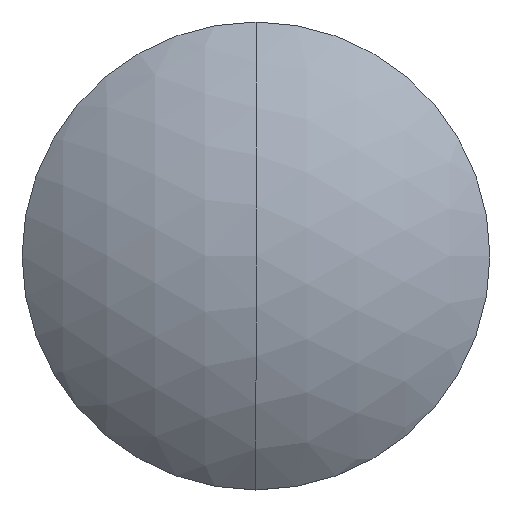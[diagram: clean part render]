
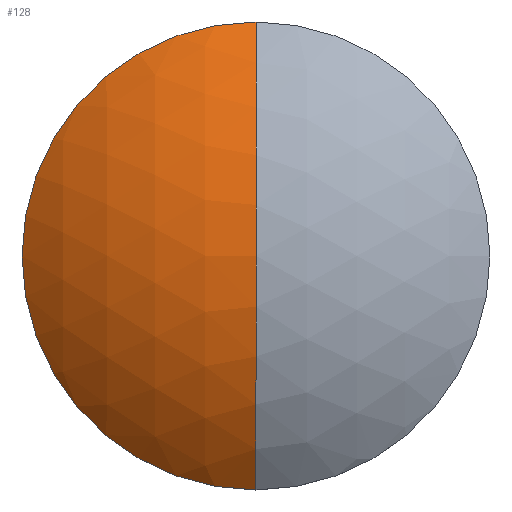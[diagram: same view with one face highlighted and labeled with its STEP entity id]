
A CAD part, top view. The second image highlights one B-rep face of the part: STEP entity #128.
In plain terms, the highlighted spherical face has radius 38.63 mm.
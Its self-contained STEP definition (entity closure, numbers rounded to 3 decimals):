
#4 = CARTESIAN_POINT ( 'NONE',  ( 0., 0., -3.265 ) ) ;
#30 = EDGE_CURVE ( 'NONE', #119, #118, #88, .T. ) ;
#31 = EDGE_CURVE ( 'NONE', #125, #118, #82, .T. ) ;
#40 = EDGE_CURVE ( 'NONE', #119, #124, #76, .T. ) ;
#73 = DIRECTION ( 'NONE',  ( 1., 0., 0. ) ) ;
#74 = DIRECTION ( 'NONE',  ( 0., 0., 1. ) ) ;
#75 = AXIS2_PLACEMENT_3D ( 'NONE', #4, #74, #73 ) ;
#76 = CIRCLE ( 'NONE', #75, 25.4 ) ;
#79 = DIRECTION ( 'NONE',  ( 0., -1., 0. ) ) ;
#80 = DIRECTION ( 'NONE',  ( -1., 0., 0. ) ) ;
#81 = AXIS2_PLACEMENT_3D ( 'NONE', #89, #80, #79 ) ;
#82 = CIRCLE ( 'NONE', #81, 38.63 ) ;
#84 = DIRECTION ( 'NONE',  ( 0., 0., -1. ) ) ;
#85 = DIRECTION ( 'NONE',  ( 1., 0., 0. ) ) ;
#86 = CARTESIAN_POINT ( 'NONE',  ( 0., 0., -32.37 ) ) ;
#87 = AXIS2_PLACEMENT_3D ( 'NONE', #86, #85, #84 ) ;
#88 = CIRCLE ( 'NONE', #87, 38.63 ) ;
#89 = CARTESIAN_POINT ( 'NONE',  ( 0., 0., -32.37 ) ) ;
#118 = VERTEX_POINT ( 'NONE', #187 ) ;
#119 = VERTEX_POINT ( 'NONE', #186 ) ;
#120 = ORIENTED_EDGE ( 'NONE', *, *, #40, .T. ) ;
#121 = ORIENTED_EDGE ( 'NONE', *, *, #30, .F. ) ;
#122 = ORIENTED_EDGE ( 'NONE', *, *, #31, .T. ) ;
#123 = EDGE_CURVE ( 'NONE', #124, #125, #185, .T. ) ;
#124 = VERTEX_POINT ( 'NONE', #223 ) ;
#125 = VERTEX_POINT ( 'NONE', #222 ) ;
#126 = ORIENTED_EDGE ( 'NONE', *, *, #123, .T. ) ;
#127 = EDGE_LOOP ( 'NONE', ( #126, #122, #121, #120 ) ) ;
#128 = ADVANCED_FACE ( 'NONE', ( #221 ), #205, .T. ) ;
#182 = DIRECTION ( 'NONE',  ( 0., 0., 1. ) ) ;
#183 = CARTESIAN_POINT ( 'NONE',  ( 0., 0., -3.265 ) ) ;
#184 = AXIS2_PLACEMENT_3D ( 'NONE', #183, #182, #224 ) ;
#185 = CIRCLE ( 'NONE', #184, 25.4 ) ;
#186 = CARTESIAN_POINT ( 'NONE',  ( 0., 25.4, -3.265 ) ) ;
#187 = CARTESIAN_POINT ( 'NONE',  ( 0., 0., 6.26 ) ) ;
#204 = AXIS2_PLACEMENT_3D ( 'NONE', #230, #229, #228 ) ;
#205 = SPHERICAL_SURFACE ( 'NONE', #204, 38.63 ) ;
#221 = FACE_OUTER_BOUND ( 'NONE', #127, .T. ) ;
#222 = CARTESIAN_POINT ( 'NONE',  ( 0., -25.4, -3.265 ) ) ;
#223 = CARTESIAN_POINT ( 'NONE',  ( -25.4, 0., -3.265 ) ) ;
#224 = DIRECTION ( 'NONE',  ( 1., 0., 0. ) ) ;
#228 = DIRECTION ( 'NONE',  ( 0., 1., 0. ) ) ;
#229 = DIRECTION ( 'NONE',  ( -1., 0., 0. ) ) ;
#230 = CARTESIAN_POINT ( 'NONE',  ( 0., 0., -32.37 ) ) ;
